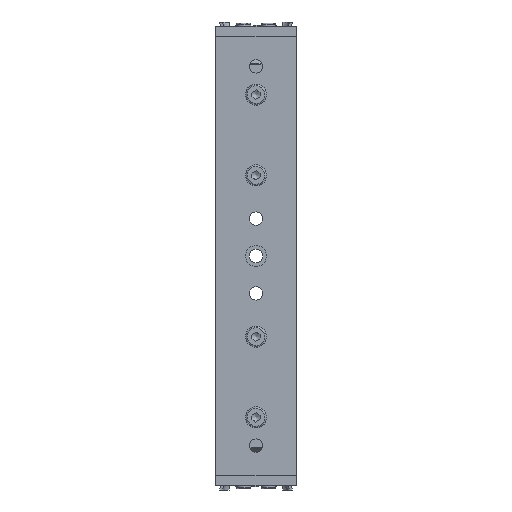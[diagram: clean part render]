
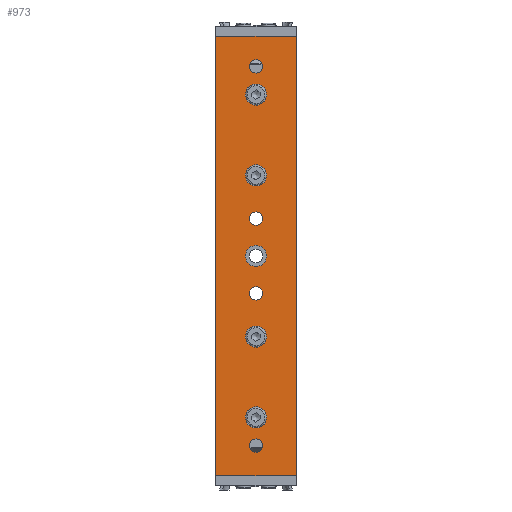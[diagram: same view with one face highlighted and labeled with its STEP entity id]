
A CAD part, left-side view. The second image highlights one B-rep face of the part: STEP entity #973.
In plain terms, the highlighted planar face has unit normal (-1, 0, 0).
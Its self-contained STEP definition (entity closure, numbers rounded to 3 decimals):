
#188=CARTESIAN_POINT('',(0.0,20.0,194.25));
#189=VERTEX_POINT('',#188);
#190=CARTESIAN_POINT('',(0.0,20.0,189.));
#191=DIRECTION('',(1.0,0.0,0.0));
#192=DIRECTION('',(0.0,0.0,1.0));
#193=AXIS2_PLACEMENT_3D('',#190,#191,#192);
#194=CIRCLE('',#193,5.25);
#195=EDGE_CURVE('',#189,#189,#194,.T.);
#296=CARTESIAN_POINT('',(0.0,20.0,154.25));
#297=VERTEX_POINT('',#296);
#298=CARTESIAN_POINT('',(0.0,20.0,149.0));
#299=DIRECTION('',(1.0,0.0,0.0));
#300=DIRECTION('',(0.0,0.0,1.0));
#301=AXIS2_PLACEMENT_3D('',#298,#299,#300);
#302=CIRCLE('',#301,5.25);
#303=EDGE_CURVE('',#297,#297,#302,.T.);
#404=CARTESIAN_POINT('',(0.0,20.0,114.25));
#405=VERTEX_POINT('',#404);
#406=CARTESIAN_POINT('',(0.0,20.0,109.0));
#407=DIRECTION('',(1.0,0.0,0.0));
#408=DIRECTION('',(0.0,0.0,1.0));
#409=AXIS2_PLACEMENT_3D('',#406,#407,#408);
#410=CIRCLE('',#409,5.25);
#411=EDGE_CURVE('',#405,#405,#410,.T.);
#512=CARTESIAN_POINT('',(0.0,20.0,74.25));
#513=VERTEX_POINT('',#512);
#514=CARTESIAN_POINT('',(0.0,20.0,69.0));
#515=DIRECTION('',(1.0,0.0,0.0));
#516=DIRECTION('',(0.0,0.0,1.0));
#517=AXIS2_PLACEMENT_3D('',#514,#515,#516);
#518=CIRCLE('',#517,5.25);
#519=EDGE_CURVE('',#513,#513,#518,.T.);
#620=CARTESIAN_POINT('',(0.0,20.0,34.25));
#621=VERTEX_POINT('',#620);
#622=CARTESIAN_POINT('',(0.0,20.0,29.));
#623=DIRECTION('',(1.0,0.0,0.0));
#624=DIRECTION('',(0.0,0.0,1.0));
#625=AXIS2_PLACEMENT_3D('',#622,#623,#624);
#626=CIRCLE('',#625,5.25);
#627=EDGE_CURVE('',#621,#621,#626,.T.);
#800=CARTESIAN_POINT('',(0.0,20.0,130.824));
#801=VERTEX_POINT('',#800);
#802=CARTESIAN_POINT('',(0.0,20.0,127.5));
#803=DIRECTION('',(1.0,0.0,0.0));
#804=DIRECTION('',(0.0,0.0,1.0));
#805=AXIS2_PLACEMENT_3D('',#802,#803,#804);
#806=CIRCLE('',#805,3.324);
#807=EDGE_CURVE('',#801,#801,#806,.T.);
#828=CARTESIAN_POINT('',(0.0,20.0,206.324));
#829=VERTEX_POINT('',#828);
#830=CARTESIAN_POINT('',(0.0,20.0,203.0));
#831=DIRECTION('',(1.0,0.0,0.0));
#832=DIRECTION('',(0.0,0.0,1.0));
#833=AXIS2_PLACEMENT_3D('',#830,#831,#832);
#834=CIRCLE('',#833,3.324);
#835=EDGE_CURVE('',#829,#829,#834,.T.);
#856=CARTESIAN_POINT('',(0.0,20.0,93.824));
#857=VERTEX_POINT('',#856);
#858=CARTESIAN_POINT('',(0.0,20.0,90.5));
#859=DIRECTION('',(1.0,0.0,0.0));
#860=DIRECTION('',(0.0,0.0,1.0));
#861=AXIS2_PLACEMENT_3D('',#858,#859,#860);
#862=CIRCLE('',#861,3.324);
#863=EDGE_CURVE('',#857,#857,#862,.T.);
#884=CARTESIAN_POINT('',(0.0,20.0,18.323));
#885=VERTEX_POINT('',#884);
#886=CARTESIAN_POINT('',(0.0,20.0,15.0));
#887=DIRECTION('',(1.0,0.0,0.0));
#888=DIRECTION('',(0.0,0.0,1.0));
#889=AXIS2_PLACEMENT_3D('',#886,#887,#888);
#890=CIRCLE('',#889,3.324);
#891=EDGE_CURVE('',#885,#885,#890,.T.);
#907=CARTESIAN_POINT('',(0.0,0.0,0.0));
#908=DIRECTION('',(-1.0,0.0,0.0));
#909=DIRECTION('',(0.0,0.0,1.0));
#910=AXIS2_PLACEMENT_3D('',#907,#908,#909);
#911=PLANE('',#910);
#912=CARTESIAN_POINT('',(0.0,0.0,218.0));
#913=VERTEX_POINT('',#912);
#914=CARTESIAN_POINT('',(0.0,40.0,218.0));
#915=VERTEX_POINT('',#914);
#916=CARTESIAN_POINT('',(0.0,0.0,218.0));
#917=DIRECTION('',(0.0,1.0,0.0));
#918=VECTOR('',#917,40.0);
#919=LINE('',#916,#918);
#920=EDGE_CURVE('',#913,#915,#919,.T.);
#921=ORIENTED_EDGE('',*,*,#920,.T.);
#922=CARTESIAN_POINT('',(0.0,40.0,0.0));
#923=VERTEX_POINT('',#922);
#924=CARTESIAN_POINT('',(0.0,40.0,0.0));
#925=DIRECTION('',(0.0,0.0,1.0));
#926=VECTOR('',#925,218.0);
#927=LINE('',#924,#926);
#928=EDGE_CURVE('',#923,#915,#927,.T.);
#929=ORIENTED_EDGE('',*,*,#928,.F.);
#930=CARTESIAN_POINT('',(0.0,0.0,0.0));
#931=VERTEX_POINT('',#930);
#932=CARTESIAN_POINT('',(0.0,40.0,0.0));
#933=DIRECTION('',(0.0,-1.0,0.0));
#934=VECTOR('',#933,40.0);
#935=LINE('',#932,#934);
#936=EDGE_CURVE('',#923,#931,#935,.T.);
#937=ORIENTED_EDGE('',*,*,#936,.T.);
#938=CARTESIAN_POINT('',(0.0,0.0,0.0));
#939=DIRECTION('',(0.0,0.0,1.0));
#940=VECTOR('',#939,218.0);
#941=LINE('',#938,#940);
#942=EDGE_CURVE('',#931,#913,#941,.T.);
#943=ORIENTED_EDGE('',*,*,#942,.T.);
#944=EDGE_LOOP('',(#921,#929,#937,#943));
#945=FACE_OUTER_BOUND('',#944,.T.);
#946=ORIENTED_EDGE('',*,*,#195,.T.);
#947=EDGE_LOOP('',(#946));
#948=FACE_BOUND('',#947,.T.);
#949=ORIENTED_EDGE('',*,*,#303,.T.);
#950=EDGE_LOOP('',(#949));
#951=FACE_BOUND('',#950,.T.);
#952=ORIENTED_EDGE('',*,*,#411,.T.);
#953=EDGE_LOOP('',(#952));
#954=FACE_BOUND('',#953,.T.);
#955=ORIENTED_EDGE('',*,*,#519,.T.);
#956=EDGE_LOOP('',(#955));
#957=FACE_BOUND('',#956,.T.);
#958=ORIENTED_EDGE('',*,*,#627,.T.);
#959=EDGE_LOOP('',(#958));
#960=FACE_BOUND('',#959,.T.);
#961=ORIENTED_EDGE('',*,*,#807,.T.);
#962=EDGE_LOOP('',(#961));
#963=FACE_BOUND('',#962,.T.);
#964=ORIENTED_EDGE('',*,*,#835,.T.);
#965=EDGE_LOOP('',(#964));
#966=FACE_BOUND('',#965,.T.);
#967=ORIENTED_EDGE('',*,*,#863,.T.);
#968=EDGE_LOOP('',(#967));
#969=FACE_BOUND('',#968,.T.);
#970=ORIENTED_EDGE('',*,*,#891,.T.);
#971=EDGE_LOOP('',(#970));
#972=FACE_BOUND('',#971,.T.);
#973=ADVANCED_FACE('',(#945,#948,#951,#954,#957,#960,#963,#966,#969,#972),#911,.T.);
